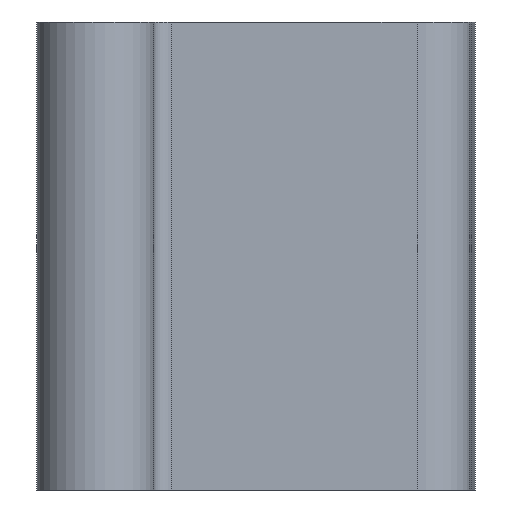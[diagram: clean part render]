
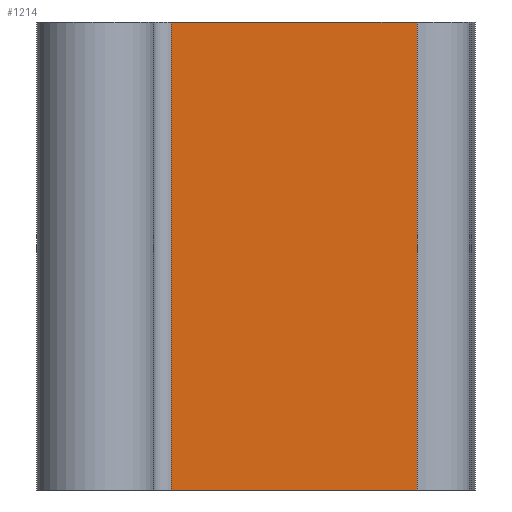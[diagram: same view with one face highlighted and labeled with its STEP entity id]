
A CAD part, left-side view. The second image highlights one B-rep face of the part: STEP entity #1214.
In plain terms, the highlighted planar face has unit normal (-1, 0.002, 0).
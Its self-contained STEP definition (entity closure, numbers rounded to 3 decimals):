
#41=PLANE('',#1344);
#100=FACE_OUTER_BOUND('',#162,.T.);
#162=EDGE_LOOP('',(#983,#984,#985,#986));
#276=LINE('',#2046,#396);
#277=LINE('',#2049,#397);
#278=LINE('',#2051,#398);
#279=LINE('',#2052,#399);
#396=VECTOR('',#1680,10.);
#397=VECTOR('',#1683,10.);
#398=VECTOR('',#1684,10.);
#399=VECTOR('',#1685,10.);
#577=VERTEX_POINT('',#2042);
#578=VERTEX_POINT('',#2044);
#579=VERTEX_POINT('',#2048);
#580=VERTEX_POINT('',#2050);
#750=EDGE_CURVE('',#577,#578,#276,.T.);
#751=EDGE_CURVE('',#579,#577,#277,.T.);
#752=EDGE_CURVE('',#580,#578,#278,.T.);
#753=EDGE_CURVE('',#579,#580,#279,.T.);
#983=ORIENTED_EDGE('',*,*,#751,.T.);
#984=ORIENTED_EDGE('',*,*,#750,.T.);
#985=ORIENTED_EDGE('',*,*,#752,.F.);
#986=ORIENTED_EDGE('',*,*,#753,.F.);
#1214=ADVANCED_FACE('',(#100),#41,.T.);
#1344=AXIS2_PLACEMENT_3D('',#2047,#1681,#1682);
#1680=DIRECTION('',(0.,0.,1.));
#1681=DIRECTION('center_axis',(-1.,0.002,0.));
#1682=DIRECTION('ref_axis',(-0.002,-1.,0.));
#1683=DIRECTION('',(-0.002,-1.,0.));
#1684=DIRECTION('',(-0.002,-1.,0.));
#1685=DIRECTION('',(0.,0.,1.));
#2042=CARTESIAN_POINT('',(3.121,-15.508,0.));
#2044=CARTESIAN_POINT('',(3.121,-15.508,20.));
#2046=CARTESIAN_POINT('',(3.121,-15.508,0.));
#2047=CARTESIAN_POINT('Origin',(3.144,-5.008,0.));
#2048=CARTESIAN_POINT('',(3.144,-5.008,0.));
#2049=CARTESIAN_POINT('',(3.144,-5.008,0.));
#2050=CARTESIAN_POINT('',(3.144,-5.008,20.));
#2051=CARTESIAN_POINT('',(3.144,-5.008,20.));
#2052=CARTESIAN_POINT('',(3.144,-5.008,0.));
